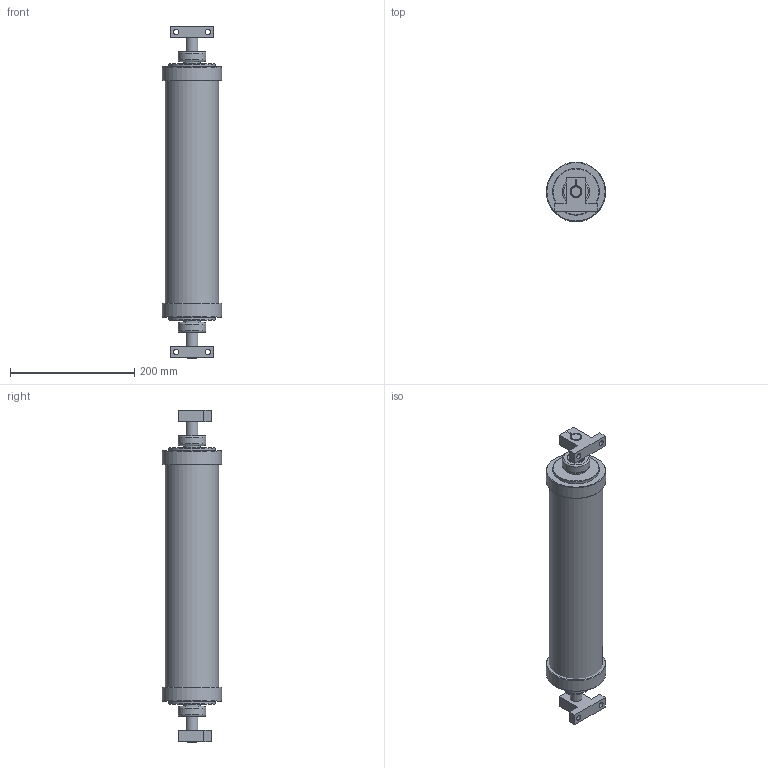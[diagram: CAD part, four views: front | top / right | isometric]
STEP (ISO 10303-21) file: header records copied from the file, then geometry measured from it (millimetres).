
FILE_DESCRIPTION(/* description */ ('3.375 WRINKKLESTOP CUSTOMER DWG'),/* implementation_level */ '2;1');
FILE_NAME(/* name */ '20566-112A 3.375 WRINKLESTOP CUSTOMER DWG.stp',/* time_stamp */ '2017-06-01T08:05:10-04:00',/* author */ ('mtrusz'),/* organization */ ('CONVERTER ACCESSORY CORPORATION WINDGAP, PA 18091'),/* preprocessor_version */ 'ST-DEVELOPER v16.5',/* originating_system */ 'Autodesk Inventor 2017',/* authorisation */ '');
FILE_SCHEMA (('AUTOMOTIVE_DESIGN { 1 0 10303 214 3 1 1 }'));
Length unit declared in the file: inch
Products named in the file (8): 20566-112A CUSTOMER DWG; 20566-11D CUSTOMER DWG; 20566-113 CUSTOMER DWG; 20566-50 CUSTOMER DWG; 20566-109 CUSTOMER DWG; 20566-110A CUSTOMER DWG; 20566-19C CUSTOMER DWG; 20566-105 CUSTOMER DWG
Assembly tree (12 placements, depth 2):
  20566-112A CUSTOMER DWG
    20566-11D CUSTOMER DWG
    20566-113 CUSTOMER DWG  x2
    20566-50 CUSTOMER DWG  x2
    20566-109 CUSTOMER DWG  x2
    20566-110A CUSTOMER DWG  x2
    20566-19C CUSTOMER DWG
    20566-105 CUSTOMER DWG  x2
Bounding box: 95.25 x 95.25 x 533.4 mm (x, y, z)
Volume: 1981034 mm3; surface area: 317839.5 mm2
Topology: 12 solids, 12 shells, 101 faces, 201 edges, 128 vertices
Faces by surface type: plane 50, cylinder 29, cone 18, torus 4
Full cylindrical faces by diameter (mm): 8.712 x4, 18.999 x2, 22.225 x2, 25.4 x1, 26.924 x2, 26.975 x2, 36.017 x2, 44.45 x2, 50.8 x3, 60.858 x2, 74.981 x2, 85.725 x1, 95.25 x2
Entity records: 1708 total; most frequent: DIRECTION 280, CARTESIAN_POINT 225, ORIENTED_EDGE 160, AXIS2_PLACEMENT_3D 123, EDGE_LOOP 102, EDGE_CURVE 80, VERTEX_POINT 68, FACE_OUTER_BOUND 57
